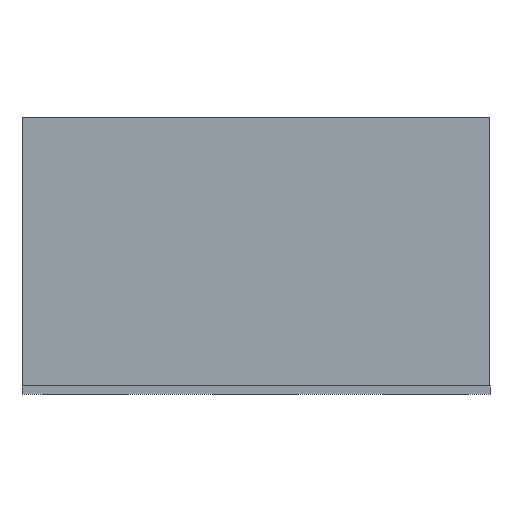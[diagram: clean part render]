
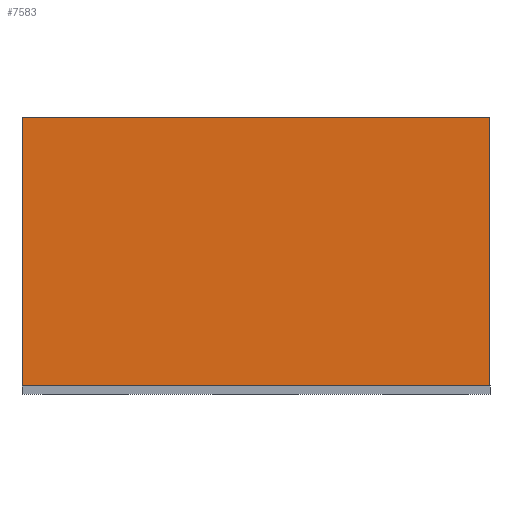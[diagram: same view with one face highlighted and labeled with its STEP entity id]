
A CAD part, front view. The second image highlights one B-rep face of the part: STEP entity #7583.
In plain terms, the highlighted planar face has unit normal (0, -1, 0).
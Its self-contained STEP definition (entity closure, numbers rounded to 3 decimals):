
#179=FACE_OUTER_BOUND('',#602,.T.);
#602=EDGE_LOOP('',(#5007,#5008,#5009,#5010));
#1054=LINE('',#10330,#2106);
#1067=LINE('',#10356,#2119);
#1068=LINE('',#10359,#2120);
#1069=LINE('',#10360,#2121);
#2106=VECTOR('',#8448,1.);
#2119=VECTOR('',#8471,1.);
#2120=VECTOR('',#8474,1.);
#2121=VECTOR('',#8475,1.);
#3158=VERTEX_POINT('',#10327);
#3159=VERTEX_POINT('',#10329);
#3167=VERTEX_POINT('',#10354);
#3168=VERTEX_POINT('',#10358);
#3890=EDGE_CURVE('',#3158,#3159,#1054,.T.);
#3903=EDGE_CURVE('',#3167,#3158,#1067,.T.);
#3904=EDGE_CURVE('',#3168,#3167,#1068,.T.);
#3905=EDGE_CURVE('',#3168,#3159,#1069,.T.);
#5007=ORIENTED_EDGE('',*,*,#3903,.F.);
#5008=ORIENTED_EDGE('',*,*,#3904,.F.);
#5009=ORIENTED_EDGE('',*,*,#3905,.T.);
#5010=ORIENTED_EDGE('',*,*,#3890,.F.);
#7182=PLANE('',#8035);
#7583=ADVANCED_FACE('',(#179),#7182,.T.);
#8035=AXIS2_PLACEMENT_3D('',#10357,#8472,#8473);
#8448=DIRECTION('',(-1.,0.,0.));
#8471=DIRECTION('',(0.,0.,-1.));
#8472=DIRECTION('center_axis',(0.,-1.,0.));
#8473=DIRECTION('ref_axis',(1.,0.,0.));
#8474=DIRECTION('',(1.,0.,0.));
#8475=DIRECTION('',(0.,0.,-1.));
#10327=CARTESIAN_POINT('',(0.55,-0.95,0.02));
#10329=CARTESIAN_POINT('',(-0.55,-0.95,0.02));
#10330=CARTESIAN_POINT('',(0.55,-0.95,0.02));
#10354=CARTESIAN_POINT('',(0.55,-0.95,0.65));
#10356=CARTESIAN_POINT('',(0.55,-0.95,0.05));
#10357=CARTESIAN_POINT('Origin',(-0.55,-0.95,0.05));
#10358=CARTESIAN_POINT('',(-0.55,-0.95,0.65));
#10359=CARTESIAN_POINT('',(0.55,-0.95,0.65));
#10360=CARTESIAN_POINT('',(-0.55,-0.95,0.05));
